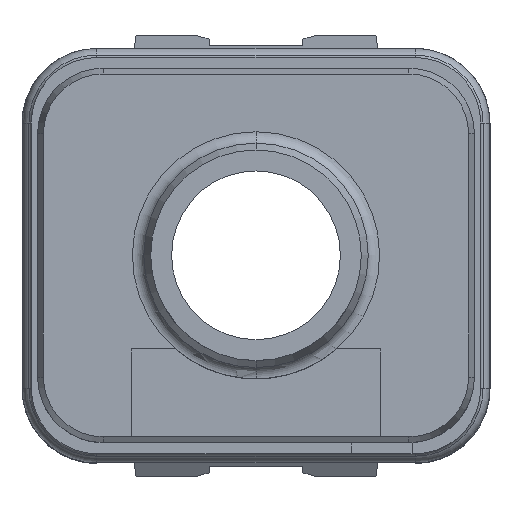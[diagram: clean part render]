
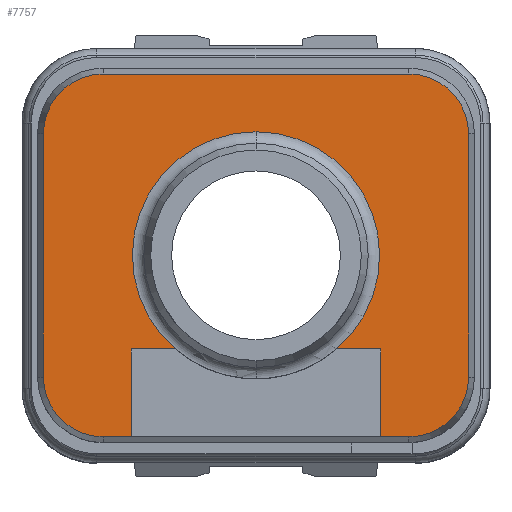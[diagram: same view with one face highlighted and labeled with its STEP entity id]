
A CAD part, top view. The second image highlights one B-rep face of the part: STEP entity #7757.
In plain terms, the highlighted planar face has unit normal (0, 0, 1).
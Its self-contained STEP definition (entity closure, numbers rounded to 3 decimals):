
#1986=CARTESIAN_POINT('',(-4.9,3.9,4.18));
#1987=DIRECTION('',(0.,0.,-1.));
#1988=DIRECTION('',(-1.,0.,0.));
#1989=AXIS2_PLACEMENT_3D('',#1986,#1987,#1988);
#1991=DIRECTION('',(1.,0.,0.));
#1992=VECTOR('',#1991,9.8);
#1993=CARTESIAN_POINT('',(-4.9,5.812,4.18));
#1994=LINE('',#1993,#1992);
#1995=CARTESIAN_POINT('',(4.9,3.9,4.18));
#1996=DIRECTION('',(0.,0.,-1.));
#1997=DIRECTION('',(0.,1.,0.));
#1998=AXIS2_PLACEMENT_3D('',#1995,#1996,#1997);
#2000=DIRECTION('',(0.,-1.,0.));
#2001=VECTOR('',#2000,7.8);
#2002=CARTESIAN_POINT('',(6.812,3.9,4.18));
#2003=LINE('',#2002,#2001);
#2004=CARTESIAN_POINT('',(4.9,-3.9,4.18));
#2005=DIRECTION('',(0.,0.,-1.));
#2006=DIRECTION('',(1.,0.,0.));
#2007=AXIS2_PLACEMENT_3D('',#2004,#2005,#2006);
#2009=DIRECTION('',(-1.,0.,0.));
#2010=VECTOR('',#2009,9.8);
#2011=CARTESIAN_POINT('',(4.9,-5.812,4.18));
#2012=LINE('',#2011,#2010);
#2013=CARTESIAN_POINT('',(-4.9,-3.9,4.18));
#2014=DIRECTION('',(0.,0.,-1.));
#2015=DIRECTION('',(0.,-1.,0.));
#2016=AXIS2_PLACEMENT_3D('',#2013,#2014,#2015);
#2018=DIRECTION('',(0.,1.,0.));
#2019=VECTOR('',#2018,7.8);
#2020=CARTESIAN_POINT('',(-6.812,-3.9,
4.18));
#2021=LINE('',#2020,#2019);
#2022=DIRECTION('',(0.,1.,0.));
#2023=VECTOR('',#2022,2.81);
#2024=CARTESIAN_POINT('',(4.,-5.81,4.18));
#2025=LINE('',#2024,#2023);
#2026=DIRECTION('',(-1.,0.,0.));
#2027=VECTOR('',#2026,1.411);
#2028=CARTESIAN_POINT('',(4.,-3.,4.18));
#2029=LINE('',#2028,#2027);
#2030=CARTESIAN_POINT('',(0.,0.,4.18));
#2031=DIRECTION('',(0.,0.,1.));
#2032=DIRECTION('',(0.653,-0.757,0.));
#2033=AXIS2_PLACEMENT_3D('',#2030,#2031,#2032);
#2035=CARTESIAN_POINT('',(0.,0.,4.18));
#2036=DIRECTION('',(0.,0.,1.));
#2037=DIRECTION('',(0.,1.,0.));
#2038=AXIS2_PLACEMENT_3D('',#2035,#2036,#2037);
#2040=DIRECTION('',(-1.,0.,0.));
#2041=VECTOR('',#2040,1.411);
#2042=CARTESIAN_POINT('',(-2.589,-3.,4.18));
#2043=LINE('',#2042,#2041);
#2044=DIRECTION('',(0.,-1.,0.));
#2045=VECTOR('',#2044,2.81);
#2046=CARTESIAN_POINT('',(-4.,-3.,4.18));
#2047=LINE('',#2046,#2045);
#2048=DIRECTION('',(1.,0.,0.));
#2049=VECTOR('',#2048,8.);
#2050=CARTESIAN_POINT('',(-4.,-5.81,4.18));
#2051=LINE('',#2050,#2049);
#4274=CARTESIAN_POINT('',(-6.812,3.9,4.18));
#4275=CARTESIAN_POINT('',(-4.9,5.812,4.18));
#4276=VERTEX_POINT('',#4274);
#4277=VERTEX_POINT('',#4275);
#4280=CARTESIAN_POINT('',(4.9,5.812,4.18));
#4281=VERTEX_POINT('',#4280);
#4284=CARTESIAN_POINT('',(6.812,3.9,4.18));
#4285=VERTEX_POINT('',#4284);
#4288=CARTESIAN_POINT('',(6.812,-3.9,4.18));
#4289=VERTEX_POINT('',#4288);
#4292=CARTESIAN_POINT('',(4.9,-5.812,4.18));
#4293=VERTEX_POINT('',#4292);
#4296=CARTESIAN_POINT('',(-4.9,-5.812,
4.18));
#4297=VERTEX_POINT('',#4296);
#4300=CARTESIAN_POINT('',(-6.812,-3.9,4.18));
#4301=VERTEX_POINT('',#4300);
#4921=CARTESIAN_POINT('',(0.,3.963,4.18));
#4922=VERTEX_POINT('',#4921);
#5127=CARTESIAN_POINT('',(4.,-5.81,4.18));
#5128=CARTESIAN_POINT('',(4.,-3.,4.18));
#5129=VERTEX_POINT('',#5127);
#5130=VERTEX_POINT('',#5128);
#5131=CARTESIAN_POINT('',(2.589,-3.,4.18));
#5132=VERTEX_POINT('',#5131);
#5133=CARTESIAN_POINT('',(-2.589,-3.,4.18));
#5134=CARTESIAN_POINT('',(-4.,-3.,4.18));
#5135=VERTEX_POINT('',#5133);
#5136=VERTEX_POINT('',#5134);
#5137=CARTESIAN_POINT('',(-4.,-5.81,4.18));
#5138=VERTEX_POINT('',#5137);
#7720=CARTESIAN_POINT('',(0.,0.,4.18));
#7721=DIRECTION('',(0.,0.,-1.));
#7722=DIRECTION('',(1.,0.,0.));
#7723=AXIS2_PLACEMENT_3D('',#7720,#7721,#7722);
#7724=PLANE('',#7723);
#7726=ORIENTED_EDGE('',*,*,#7725,.T.);
#7728=ORIENTED_EDGE('',*,*,#7727,.T.);
#7730=ORIENTED_EDGE('',*,*,#7729,.T.);
#7732=ORIENTED_EDGE('',*,*,#7731,.T.);
#7734=ORIENTED_EDGE('',*,*,#7733,.T.);
#7736=ORIENTED_EDGE('',*,*,#7735,.T.);
#7738=ORIENTED_EDGE('',*,*,#7737,.T.);
#7740=ORIENTED_EDGE('',*,*,#7739,.T.);
#7741=EDGE_LOOP('',(#7726,#7728,#7730,#7732,#7734,#7736,#7738,#7740));
#7742=FACE_OUTER_BOUND('',#7741,.F.);
#7744=ORIENTED_EDGE('',*,*,#7743,.T.);
#7746=ORIENTED_EDGE('',*,*,#7745,.T.);
#7748=ORIENTED_EDGE('',*,*,#7747,.T.);
#7749=ORIENTED_EDGE('',*,*,#7691,.T.);
#7750=ORIENTED_EDGE('',*,*,#7708,.T.);
#7752=ORIENTED_EDGE('',*,*,#7751,.T.);
#7754=ORIENTED_EDGE('',*,*,#7753,.T.);
#7755=EDGE_LOOP('',(#7744,#7746,#7748,#7749,#7750,#7752,#7754));
#7756=FACE_BOUND('',#7755,.F.);
#7757=ADVANCED_FACE('',(#7742,#7756),#7724,.F.);
#1990=CIRCLE('',#1989,1.912);
#1999=CIRCLE('',#1998,1.912);
#2008=CIRCLE('',#2007,1.912);
#2017=CIRCLE('',#2016,1.912);
#2034=CIRCLE('',#2033,3.963);
#2039=CIRCLE('',#2038,3.963);
#7691=EDGE_CURVE('',#4922,#5135,#2039,.T.);
#7708=EDGE_CURVE('',#5135,#5136,#2043,.T.);
#7725=EDGE_CURVE('',#4276,#4277,#1990,.T.);
#7727=EDGE_CURVE('',#4277,#4281,#1994,.T.);
#7729=EDGE_CURVE('',#4281,#4285,#1999,.T.);
#7731=EDGE_CURVE('',#4285,#4289,#2003,.T.);
#7733=EDGE_CURVE('',#4289,#4293,#2008,.T.);
#7735=EDGE_CURVE('',#4293,#4297,#2012,.T.);
#7737=EDGE_CURVE('',#4297,#4301,#2017,.T.);
#7739=EDGE_CURVE('',#4301,#4276,#2021,.T.);
#7743=EDGE_CURVE('',#5129,#5130,#2025,.T.);
#7745=EDGE_CURVE('',#5130,#5132,#2029,.T.);
#7747=EDGE_CURVE('',#5132,#4922,#2034,.T.);
#7751=EDGE_CURVE('',#5136,#5138,#2047,.T.);
#7753=EDGE_CURVE('',#5138,#5129,#2051,.T.);
